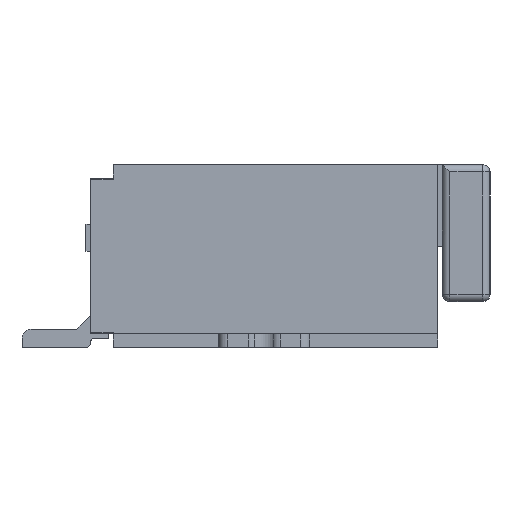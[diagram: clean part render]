
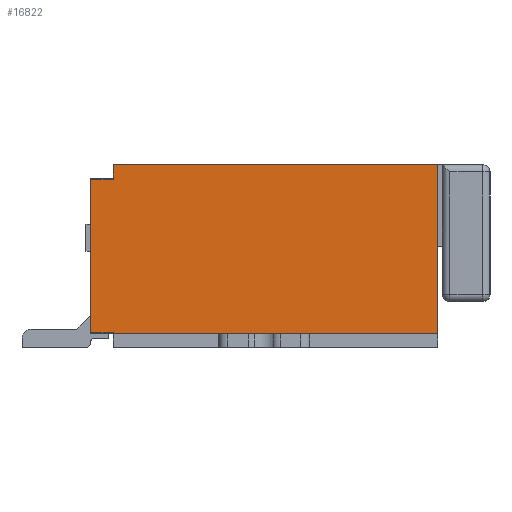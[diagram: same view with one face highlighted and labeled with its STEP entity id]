
A CAD part, left-side view. The second image highlights one B-rep face of the part: STEP entity #16822.
In plain terms, the highlighted planar face has unit normal (-1, 0, 0).
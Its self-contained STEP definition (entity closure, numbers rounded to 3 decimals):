
#1104=FACE_OUTER_BOUND('',#1898,.T.);
#1898=EDGE_LOOP('',(#13985,#13986,#13987,#13988,#13989,#13990,#13991,#13992));
#3529=LINE('',#25682,#5621);
#3531=LINE('',#25686,#5623);
#3571=LINE('',#25769,#5663);
#3632=LINE('',#25891,#5724);
#3908=LINE('',#26451,#6000);
#3909=LINE('',#26453,#6001);
#3910=LINE('',#26454,#6002);
#3911=LINE('',#26455,#6003);
#5621=VECTOR('',#21262,1.);
#5623=VECTOR('',#21266,1.);
#5663=VECTOR('',#21316,1.);
#5724=VECTOR('',#21381,1.);
#6000=VECTOR('',#21771,1.);
#6001=VECTOR('',#21772,1.);
#6002=VECTOR('',#21773,1.);
#6003=VECTOR('',#21774,1.);
#7321=VERTEX_POINT('',#25679);
#7322=VERTEX_POINT('',#25681);
#7323=VERTEX_POINT('',#25685);
#7360=VERTEX_POINT('',#25766);
#7361=VERTEX_POINT('',#25768);
#7420=VERTEX_POINT('',#25889);
#7647=VERTEX_POINT('',#26450);
#7648=VERTEX_POINT('',#26452);
#9455=EDGE_CURVE('',#7321,#7322,#3529,.T.);
#9457=EDGE_CURVE('',#7322,#7323,#3531,.T.);
#9497=EDGE_CURVE('',#7360,#7361,#3571,.T.);
#9558=EDGE_CURVE('',#7360,#7420,#3632,.T.);
#9834=EDGE_CURVE('',#7647,#7321,#3908,.T.);
#9835=EDGE_CURVE('',#7647,#7648,#3909,.T.);
#9836=EDGE_CURVE('',#7648,#7361,#3910,.T.);
#9837=EDGE_CURVE('',#7420,#7323,#3911,.T.);
#13985=ORIENTED_EDGE('',*,*,#9457,.F.);
#13986=ORIENTED_EDGE('',*,*,#9455,.F.);
#13987=ORIENTED_EDGE('',*,*,#9834,.F.);
#13988=ORIENTED_EDGE('',*,*,#9835,.T.);
#13989=ORIENTED_EDGE('',*,*,#9836,.T.);
#13990=ORIENTED_EDGE('',*,*,#9497,.F.);
#13991=ORIENTED_EDGE('',*,*,#9558,.T.);
#13992=ORIENTED_EDGE('',*,*,#9837,.T.);
#15214=PLANE('',#17873);
#16822=ADVANCED_FACE('',(#1104),#15214,.T.);
#17873=AXIS2_PLACEMENT_3D('',#26449,#21769,#21770);
#21262=DIRECTION('',(0.,0.,1.));
#21266=DIRECTION('',(0.,1.,0.));
#21316=DIRECTION('',(0.,0.,1.));
#21381=DIRECTION('',(0.,1.,0.));
#21769=DIRECTION('center_axis',(-1.,0.,0.));
#21770=DIRECTION('ref_axis',(0.,-1.,0.));
#21771=DIRECTION('',(0.,1.,0.));
#21772=DIRECTION('',(0.,0.,1.));
#21773=DIRECTION('',(0.,1.,0.));
#21774=DIRECTION('',(0.,0.,-1.));
#25679=CARTESIAN_POINT('',(-6.2,0.36,0.15));
#25681=CARTESIAN_POINT('',(-6.2,0.36,0.16));
#25682=CARTESIAN_POINT('',(-6.2,0.36,0.));
#25685=CARTESIAN_POINT('',(-6.2,0.61,0.16));
#25686=CARTESIAN_POINT('',(-6.2,0.36,0.16));
#25766=CARTESIAN_POINT('',(-6.2,0.36,1.84));
#25768=CARTESIAN_POINT('',(-6.2,0.36,2.));
#25769=CARTESIAN_POINT('',(-6.2,0.36,2.));
#25889=CARTESIAN_POINT('',(-6.2,0.61,1.84));
#25891=CARTESIAN_POINT('',(-6.2,0.36,1.84));
#26449=CARTESIAN_POINT('Origin',(-6.2,0.985,0.));
#26450=CARTESIAN_POINT('',(-6.2,-3.19,0.15));
#26451=CARTESIAN_POINT('',(-6.2,-3.19,0.15));
#26452=CARTESIAN_POINT('',(-6.2,-3.19,2.));
#26453=CARTESIAN_POINT('',(-6.2,-3.19,0.));
#26454=CARTESIAN_POINT('',(-6.2,0.61,2.));
#26455=CARTESIAN_POINT('',(-6.2,0.61,0.));
